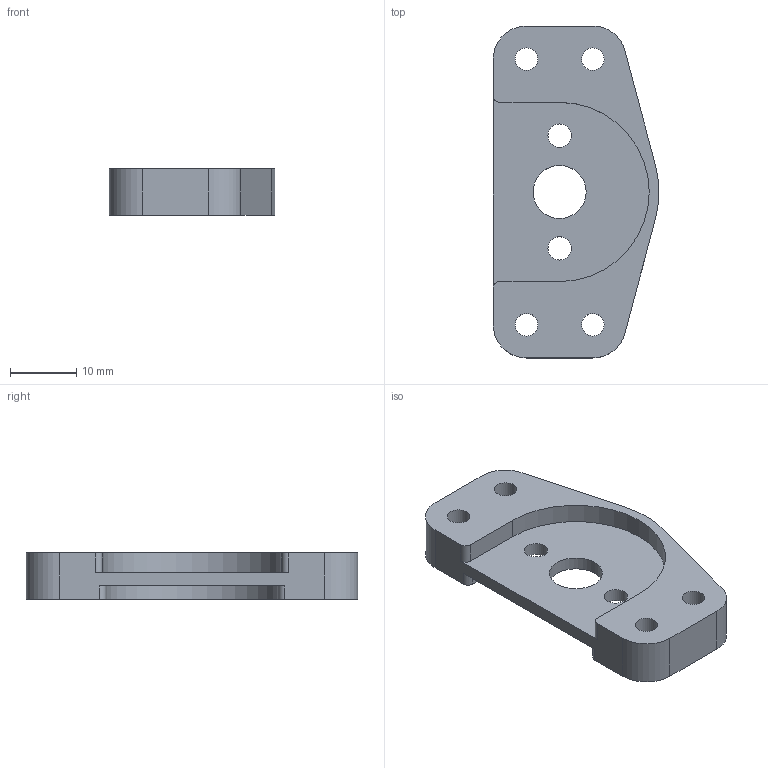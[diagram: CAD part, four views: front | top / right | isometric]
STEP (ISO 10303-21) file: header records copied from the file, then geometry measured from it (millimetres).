
FILE_DESCRIPTION(('STEP AP242'), '1');
FILE_NAME('Ðàñøèðèòåëü óãîëêà', '', ('UNSPECIFIED'), ('UNSPECIFIED'), 'C3D Converter', 'C3D Toolkit', '');
FILE_SCHEMA(('AP242_MANAGED_MODEL_BASED_3D_ENGINEERING_MIM_LF { 1 0 10303 442 1 1 4 }'));
Length unit declared in the file: millimetre
Products named in the file (3): -02
Assembly tree (3 placements, depth 3):
  (unnamed)
    -02  x2
      (unnamed)
Bounding box: 24.94 x 50 x 7 mm (x, y, z)
Volume: 4339.4 mm3; surface area: 3554.3 mm2
Topology: 1 solids, 1 shells, 59 faces, 159 edges, 106 vertices
Faces by surface type: plane 41, cylinder 18
Full cylindrical faces by diameter (mm): 3.4 x4, 3.5 x2, 8 x1
Entity records: 2017 total; most frequent: CARTESIAN_POINT 321, DIRECTION 314, ORIENTED_EDGE 304, EDGE_CURVE 152, LINE 116, VECTOR 116, VERTEX_POINT 106, AXIS2_PLACEMENT_3D 99
